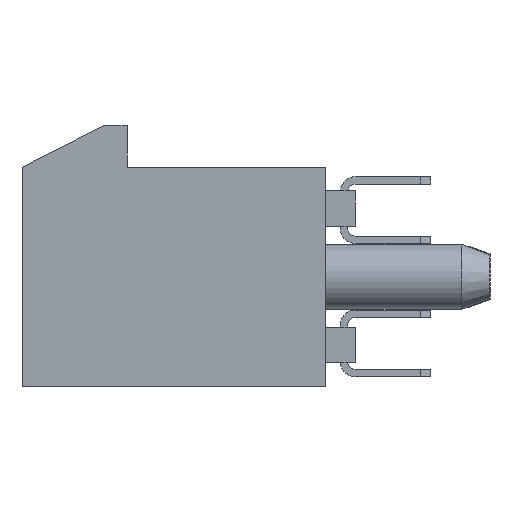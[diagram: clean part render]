
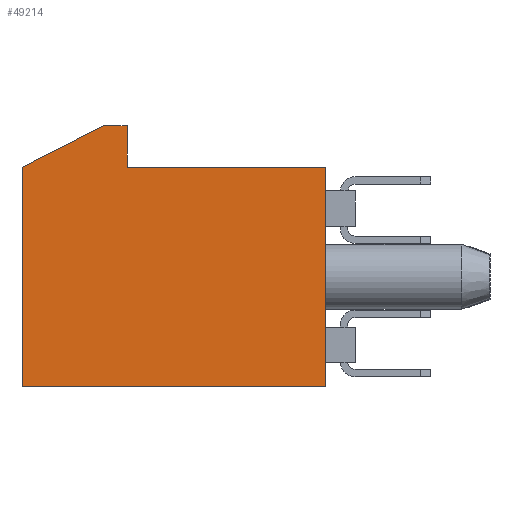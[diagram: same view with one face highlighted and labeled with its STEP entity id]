
A CAD part, left-side view. The second image highlights one B-rep face of the part: STEP entity #49214.
In plain terms, the highlighted planar face has unit normal (-1, 0, 0).
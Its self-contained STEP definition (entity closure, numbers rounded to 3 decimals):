
#935 = CARTESIAN_POINT ( 'NONE',  ( -14.65, 8.5, 5.1 ) ) ;
#1985 = DIRECTION ( 'NONE',  ( 1., 0., 0. ) ) ;
#2356 = LINE ( 'NONE', #21380, #5251 ) ;
#2787 = LINE ( 'NONE', #36866, #16243 ) ;
#2900 = CARTESIAN_POINT ( 'NONE',  ( -14.65, 1., 3.7 ) ) ;
#2913 = AXIS2_PLACEMENT_3D ( 'NONE', #24531, #1985, #9976 ) ;
#5251 = VECTOR ( 'NONE', #13148, 1000. ) ;
#5997 = LINE ( 'NONE', #21285, #12460 ) ;
#7159 = LINE ( 'NONE', #18707, #8430 ) ;
#7257 = VECTOR ( 'NONE', #21876, 1000. ) ;
#8430 = VECTOR ( 'NONE', #11676, 1000. ) ;
#9405 = ORIENTED_EDGE ( 'NONE', *, *, #33995, .F. ) ;
#9482 = PLANE ( 'NONE',  #2913 ) ;
#9976 = DIRECTION ( 'NONE',  ( 0., 0., -1. ) ) ;
#11676 = DIRECTION ( 'NONE',  ( 0., -1., 0. ) ) ;
#12460 = VECTOR ( 'NONE', #13815, 1000. ) ;
#13148 = DIRECTION ( 'NONE',  ( 0., -1., 0. ) ) ;
#13815 = DIRECTION ( 'NONE',  ( 0., 0., 1. ) ) ;
#14470 = ORIENTED_EDGE ( 'NONE', *, *, #15525, .T. ) ;
#15340 = VECTOR ( 'NONE', #32075, 1000. ) ;
#15525 = EDGE_CURVE ( 'NONE', #45449, #27656, #36759, .T. ) ;
#16243 = VECTOR ( 'NONE', #21822, 1000. ) ;
#16854 = EDGE_CURVE ( 'NONE', #27656, #18965, #31582, .T. ) ;
#17507 = FACE_OUTER_BOUND ( 'NONE', #42939, .T. ) ;
#18707 = CARTESIAN_POINT ( 'NONE',  ( -14.65, 62.196, -3.7 ) ) ;
#18965 = VERTEX_POINT ( 'NONE', #34619 ) ;
#19223 = VERTEX_POINT ( 'NONE', #43111 ) ;
#19406 = ORIENTED_EDGE ( 'NONE', *, *, #23096, .T. ) ;
#21285 = CARTESIAN_POINT ( 'NONE',  ( -14.65, 7.7, 5.1 ) ) ;
#21380 = CARTESIAN_POINT ( 'NONE',  ( -14.65, 62.196, 3.7 ) ) ;
#21822 = DIRECTION ( 'NONE',  ( 0., 0., 1. ) ) ;
#21876 = DIRECTION ( 'NONE',  ( 0., 0., 1. ) ) ;
#21968 = CARTESIAN_POINT ( 'NONE',  ( -14.65, 8.5, 5.1 ) ) ;
#23096 = EDGE_CURVE ( 'NONE', #19223, #30886, #48264, .T. ) ;
#24024 = EDGE_CURVE ( 'NONE', #45702, #18965, #2787, .T. ) ;
#24531 = CARTESIAN_POINT ( 'NONE',  ( -14.65, 62.196, -3.7 ) ) ;
#26451 = EDGE_CURVE ( 'NONE', #32178, #45449, #5997, .T. ) ;
#27206 = ORIENTED_EDGE ( 'NONE', *, *, #24024, .F. ) ;
#27656 = VERTEX_POINT ( 'NONE', #935 ) ;
#29777 = ORIENTED_EDGE ( 'NONE', *, *, #26451, .T. ) ;
#29974 = DIRECTION ( 'NONE',  ( 0., 1., 0. ) ) ;
#30886 = VERTEX_POINT ( 'NONE', #2900 ) ;
#31582 = LINE ( 'NONE', #43422, #15340 ) ;
#32075 = DIRECTION ( 'NONE',  ( 0., 0.891, -0.454 ) ) ;
#32178 = VERTEX_POINT ( 'NONE', #49184 ) ;
#33228 = VECTOR ( 'NONE', #29974, 1000. ) ;
#33995 = EDGE_CURVE ( 'NONE', #32178, #30886, #2356, .T. ) ;
#34619 = CARTESIAN_POINT ( 'NONE',  ( -14.65, 11.25, 3.7 ) ) ;
#35997 = CARTESIAN_POINT ( 'NONE',  ( -14.65, 7.7, 5.1 ) ) ;
#36759 = LINE ( 'NONE', #21968, #33228 ) ;
#36866 = CARTESIAN_POINT ( 'NONE',  ( -14.65, 11.25, -3.7 ) ) ;
#38642 = CARTESIAN_POINT ( 'NONE',  ( -14.65, 11.25, -3.7 ) ) ;
#39025 = ORIENTED_EDGE ( 'NONE', *, *, #39760, .T. ) ;
#39760 = EDGE_CURVE ( 'NONE', #45702, #19223, #7159, .T. ) ;
#40207 = ORIENTED_EDGE ( 'NONE', *, *, #16854, .T. ) ;
#42939 = EDGE_LOOP ( 'NONE', ( #27206, #39025, #19406, #9405, #29777, #14470, #40207 ) ) ;
#43111 = CARTESIAN_POINT ( 'NONE',  ( -14.65, 1., -3.7 ) ) ;
#43422 = CARTESIAN_POINT ( 'NONE',  ( -14.65, 11.25, 3.7 ) ) ;
#45211 = CARTESIAN_POINT ( 'NONE',  ( -14.65, 1., -3.7 ) ) ;
#45449 = VERTEX_POINT ( 'NONE', #35997 ) ;
#45702 = VERTEX_POINT ( 'NONE', #38642 ) ;
#48264 = LINE ( 'NONE', #45211, #7257 ) ;
#49184 = CARTESIAN_POINT ( 'NONE',  ( -14.65, 7.7, 3.7 ) ) ;
#49214 = ADVANCED_FACE ( 'NONE', ( #17507 ), #9482, .F. ) ;
